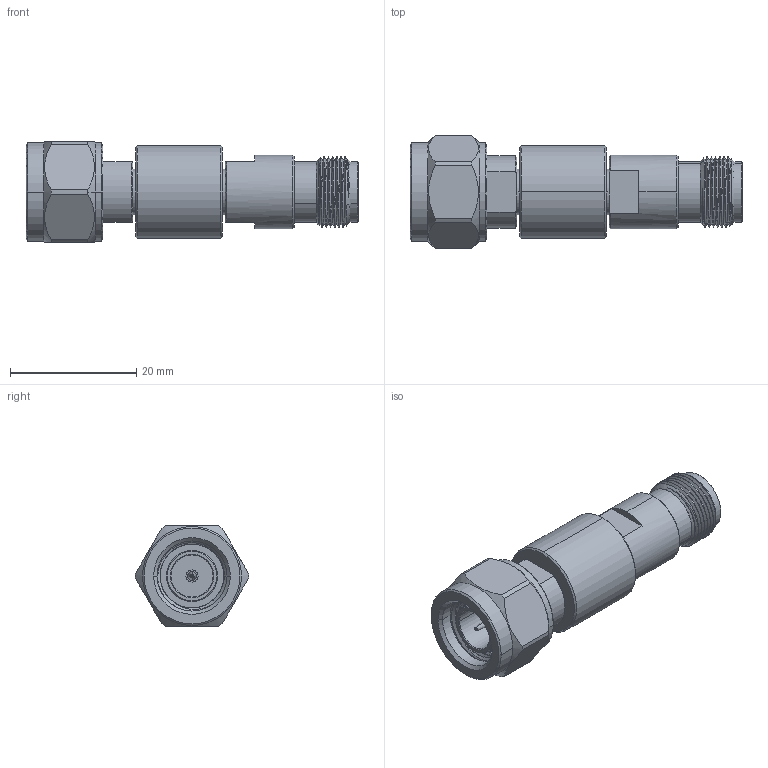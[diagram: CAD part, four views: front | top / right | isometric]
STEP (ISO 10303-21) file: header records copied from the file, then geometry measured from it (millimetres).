
FILE_DESCRIPTION (( 'STEP AP203' ), '1' );
FILE_NAME ('PE7063-6.step', '2018-12-06T01:22:55', ( '' ), ( '' ), 'SwSTEP 2.0', 'SolidWorks 2017', '' );
FILE_SCHEMA (( 'CONFIG_CONTROL_DESIGN' ));
Length unit declared in the file: inch
Products named in the file (1): PE7063-6
Bounding box: 52.58 x 17.94 x 15.88 mm (x, y, z)
Volume: 6329.2 mm3; surface area: 4029.9 mm2
Topology: 1 solids, 1 shells, 187 faces, 464 edges, 296 vertices
Faces by surface type: cylinder 76, plane 55, cone 48, bspline 6, torus 2
Entity records: 8306 total; most frequent: CARTESIAN_POINT 3965, ORIENTED_EDGE 928, DIRECTION 874, EDGE_CURVE 464, AXIS2_PLACEMENT_3D 352, VERTEX_POINT 296, EDGE_LOOP 204, ADVANCED_FACE 187
